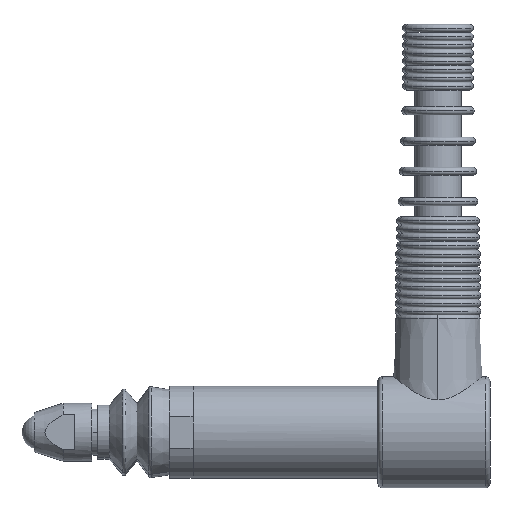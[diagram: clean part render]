
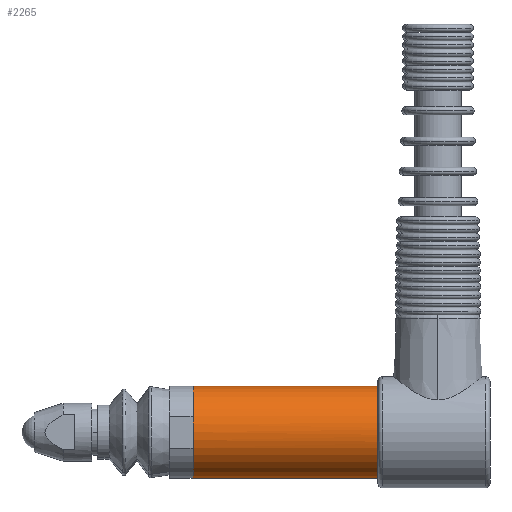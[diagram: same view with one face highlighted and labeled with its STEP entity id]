
A CAD part, front view. The second image highlights one B-rep face of the part: STEP entity #2265.
In plain terms, the highlighted cylindrical face has radius 4 mm (diameter 8 mm), a partial arc.
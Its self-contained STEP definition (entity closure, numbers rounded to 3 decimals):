
#7 = EDGE_CURVE ( 'NONE', #5991, #5503, #3324, .T. ) ;
#43 = LINE ( 'NONE', #80, #1510 ) ;
#53 = DIRECTION ( 'NONE',  ( 0., 0., -1. ) ) ;
#70 = CARTESIAN_POINT ( 'NONE',  ( -3.3, 0., -4. ) ) ;
#80 = CARTESIAN_POINT ( 'NONE',  ( -335.793, -3.75, -1.392 ) ) ;
#87 = EDGE_CURVE ( 'NONE', #5887, #5113, #3719, .T. ) ;
#204 = CYLINDRICAL_SURFACE ( 'NONE', #382, 4. ) ;
#346 = DIRECTION ( 'NONE',  ( -1., 0., 0. ) ) ;
#382 = AXIS2_PLACEMENT_3D ( 'NONE', #2490, #7439, #5043 ) ;
#647 = EDGE_CURVE ( 'NONE', #5823, #2593, #2471, .T. ) ;
#778 = CARTESIAN_POINT ( 'NONE',  ( -25., 0., 4. ) ) ;
#883 = CARTESIAN_POINT ( 'NONE',  ( -3.3, 0., 0. ) ) ;
#1033 = EDGE_CURVE ( 'NONE', #1776, #5503, #4411, .T. ) ;
#1125 = EDGE_CURVE ( 'NONE', #5113, #5823, #43, .T. ) ;
#1310 = CARTESIAN_POINT ( 'NONE',  ( -3.3, 0., 4. ) ) ;
#1334 = ORIENTED_EDGE ( 'NONE', *, *, #1125, .F. ) ;
#1498 = DIRECTION ( 'NONE',  ( 0., 0., -1. ) ) ;
#1507 = EDGE_CURVE ( 'NONE', #2593, #1776, #2645, .T. ) ;
#1510 = VECTOR ( 'NONE', #7367, 1000. ) ;
#1718 = DIRECTION ( 'NONE',  ( -1., 0., 0. ) ) ;
#1730 = AXIS2_PLACEMENT_3D ( 'NONE', #883, #2089, #6564 ) ;
#1776 = VERTEX_POINT ( 'NONE', #6639 ) ;
#2079 = CARTESIAN_POINT ( 'NONE',  ( -3.3, 0., 0. ) ) ;
#2089 = DIRECTION ( 'NONE',  ( 1., 0., 0. ) ) ;
#2265 = ADVANCED_FACE ( 'NONE', ( #5601 ), #204, .T. ) ;
#2301 = CIRCLE ( 'NONE', #7020, 4. ) ;
#2303 = LINE ( 'NONE', #7138, #4405 ) ;
#2387 = ORIENTED_EDGE ( 'NONE', *, *, #6066, .F. ) ;
#2471 = CIRCLE ( 'NONE', #1730, 4. ) ;
#2490 = CARTESIAN_POINT ( 'NONE',  ( -335.793, 0., 0. ) ) ;
#2593 = VERTEX_POINT ( 'NONE', #70 ) ;
#2645 = LINE ( 'NONE', #5875, #6436 ) ;
#3300 = CARTESIAN_POINT ( 'NONE',  ( -3.3, -3.75, -1.392 ) ) ;
#3324 = LINE ( 'NONE', #6379, #6412 ) ;
#3482 = DIRECTION ( 'NONE',  ( -1., 0., 0. ) ) ;
#3540 = ORIENTED_EDGE ( 'NONE', *, *, #87, .F. ) ;
#3719 = CIRCLE ( 'NONE', #5789, 4. ) ;
#3969 = DIRECTION ( 'NONE',  ( -1., 0., 0. ) ) ;
#4106 = DIRECTION ( 'NONE',  ( 0., 0., 1. ) ) ;
#4405 = VECTOR ( 'NONE', #3482, 1000. ) ;
#4411 = CIRCLE ( 'NONE', #6439, 4. ) ;
#4429 = ORIENTED_EDGE ( 'NONE', *, *, #5036, .F. ) ;
#5036 = EDGE_CURVE ( 'NONE', #5774, #5887, #2303, .T. ) ;
#5043 = DIRECTION ( 'NONE',  ( 0., 0., 1. ) ) ;
#5113 = VERTEX_POINT ( 'NONE', #7839 ) ;
#5278 = ORIENTED_EDGE ( 'NONE', *, *, #1033, .F. ) ;
#5503 = VERTEX_POINT ( 'NONE', #778 ) ;
#5601 = FACE_OUTER_BOUND ( 'NONE', #6659, .T. ) ;
#5639 = CARTESIAN_POINT ( 'NONE',  ( -3.3, -3.75, 1.392 ) ) ;
#5658 = ORIENTED_EDGE ( 'NONE', *, *, #647, .F. ) ;
#5774 = VERTEX_POINT ( 'NONE', #5639 ) ;
#5789 = AXIS2_PLACEMENT_3D ( 'NONE', #6102, #7170, #53 ) ;
#5823 = VERTEX_POINT ( 'NONE', #3300 ) ;
#5875 = CARTESIAN_POINT ( 'NONE',  ( -335.793, 0., -4. ) ) ;
#5887 = VERTEX_POINT ( 'NONE', #7776 ) ;
#5991 = VERTEX_POINT ( 'NONE', #1310 ) ;
#6066 = EDGE_CURVE ( 'NONE', #5991, #5774, #2301, .T. ) ;
#6102 = CARTESIAN_POINT ( 'NONE',  ( -4., 0., 0. ) ) ;
#6352 = ORIENTED_EDGE ( 'NONE', *, *, #1507, .F. ) ;
#6379 = CARTESIAN_POINT ( 'NONE',  ( -335.793, 0., 4. ) ) ;
#6412 = VECTOR ( 'NONE', #346, 1000. ) ;
#6436 = VECTOR ( 'NONE', #3969, 1000. ) ;
#6439 = AXIS2_PLACEMENT_3D ( 'NONE', #7160, #1718, #4106 ) ;
#6564 = DIRECTION ( 'NONE',  ( 0., 0., -1. ) ) ;
#6639 = CARTESIAN_POINT ( 'NONE',  ( -25., 0., -4. ) ) ;
#6659 = EDGE_LOOP ( 'NONE', ( #6352, #5658, #1334, #3540, #4429, #2387, #7201, #5278 ) ) ;
#6932 = DIRECTION ( 'NONE',  ( 1., 0., 0. ) ) ;
#7020 = AXIS2_PLACEMENT_3D ( 'NONE', #2079, #6932, #1498 ) ;
#7138 = CARTESIAN_POINT ( 'NONE',  ( -335.793, -3.75, 1.392 ) ) ;
#7160 = CARTESIAN_POINT ( 'NONE',  ( -25., 0., 0. ) ) ;
#7170 = DIRECTION ( 'NONE',  ( 1., 0., 0. ) ) ;
#7201 = ORIENTED_EDGE ( 'NONE', *, *, #7, .T. ) ;
#7367 = DIRECTION ( 'NONE',  ( 1., 0., 0. ) ) ;
#7439 = DIRECTION ( 'NONE',  ( -1., 0., 0. ) ) ;
#7776 = CARTESIAN_POINT ( 'NONE',  ( -4., -3.75, 1.392 ) ) ;
#7839 = CARTESIAN_POINT ( 'NONE',  ( -4., -3.75, -1.392 ) ) ;
